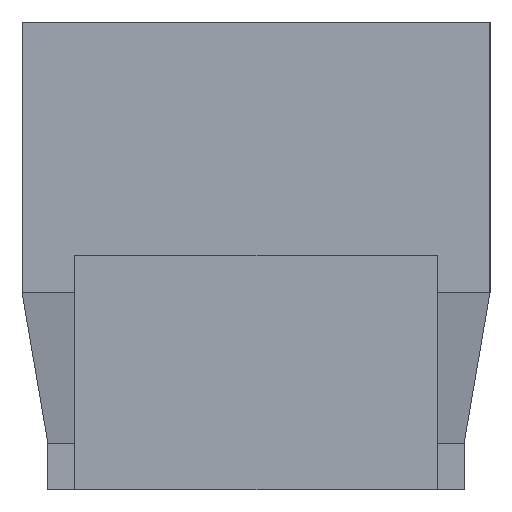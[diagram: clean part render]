
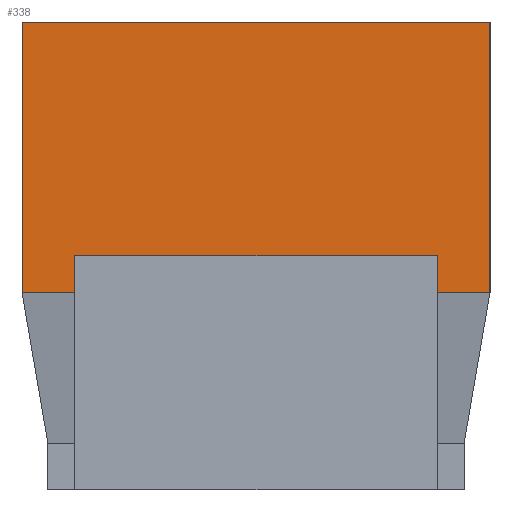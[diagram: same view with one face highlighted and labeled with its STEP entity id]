
A CAD part, left-side view. The second image highlights one B-rep face of the part: STEP entity #338.
In plain terms, the highlighted planar face has unit normal (-1, 0, 0).
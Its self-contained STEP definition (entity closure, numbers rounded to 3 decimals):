
#204=CARTESIAN_POINT('',(-1.543,-0.902,1.803));
#203=VERTEX_POINT('',#204);
#222=CARTESIAN_POINT('',(-1.543,0.902,1.803));
#221=VERTEX_POINT('',#222);
#230=EDGE_CURVE('',#203,#221,#235,.T.);
#235=LINE('',#204,#237);
#237=VECTOR('',#238,1.803);
#238=DIRECTION('',(0.0,1.0,0.0));
#300=CARTESIAN_POINT('',(-1.543,0.902,0.762));
#299=VERTEX_POINT('',#300);
#308=EDGE_CURVE('',#221,#299,#313,.T.);
#313=LINE('',#222,#315);
#315=VECTOR('',#316,1.041);
#316=DIRECTION('',(0.0,0.0,-1.0));
#338=ADVANCED_FACE('',(#344),#339,.T.);
#339=PLANE('',#340);
#340=AXIS2_PLACEMENT_3D('',#341,#342,#343);
#341=CARTESIAN_POINT('',(-1.543,0.902,0.762));
#342=DIRECTION('',(-1.0,0.0,0.0));
#343=DIRECTION('',(0.,0.,1.));
#344=FACE_OUTER_BOUND('',#345,.T.);
#345=EDGE_LOOP('',(#346,#356,#366,#376));
#349=CARTESIAN_POINT('',(-1.543,-0.902,0.762));
#348=VERTEX_POINT('',#349);
#347=EDGE_CURVE('',#348,#299,#352,.T.);
#352=LINE('',#349,#354);
#354=VECTOR('',#355,1.803);
#355=DIRECTION('',(0.0,1.0,0.0));
#346=ORIENTED_EDGE('',*,*,#347,.F.);
#357=EDGE_CURVE('',#203,#348,#362,.T.);
#362=LINE('',#204,#364);
#364=VECTOR('',#365,1.041);
#365=DIRECTION('',(0.0,0.0,-1.0));
#356=ORIENTED_EDGE('',*,*,#357,.F.);
#366=ORIENTED_EDGE('',*,*,#230,.T.);
#376=ORIENTED_EDGE('',*,*,#308,.T.);
